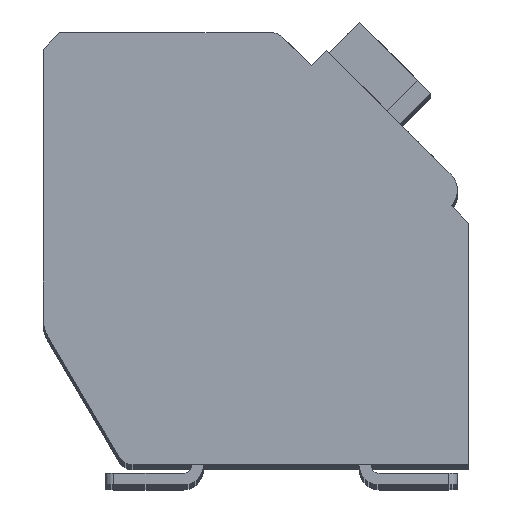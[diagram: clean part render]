
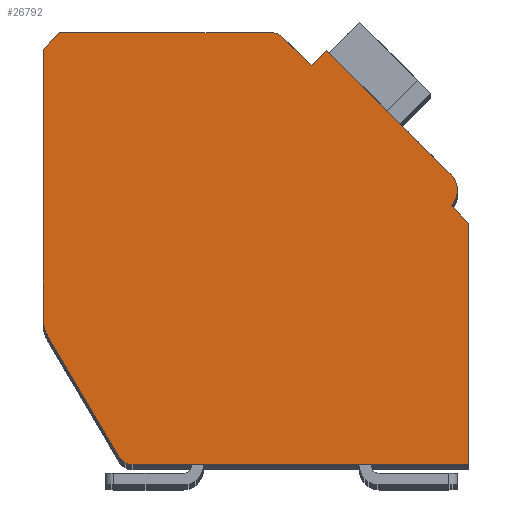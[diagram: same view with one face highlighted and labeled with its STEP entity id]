
A CAD part, top view. The second image highlights one B-rep face of the part: STEP entity #26792.
In plain terms, the highlighted planar face has unit normal (0, 0, 1).
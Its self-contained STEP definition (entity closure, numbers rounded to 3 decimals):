
#981=DIRECTION('',(0.,-1.,0.));
#982=VECTOR('',#981,8.053);
#983=CARTESIAN_POINT('',(-12.7,12.4,2.1));
#984=LINE('',#983,#982);
#985=DIRECTION('',(-0.707,-0.707,0.));
#986=VECTOR('',#985,0.707);
#987=CARTESIAN_POINT('',(-12.2,12.9,2.1));
#988=LINE('',#987,#986);
#989=DIRECTION('',(-1.,0.,0.));
#990=VECTOR('',#989,6.298);
#991=CARTESIAN_POINT('',(-5.902,12.9,2.1));
#992=LINE('',#991,#990);
#993=CARTESIAN_POINT('',(-5.902,12.4,2.1));
#994=DIRECTION('',(0.,0.,1.));
#995=DIRECTION('',(0.707,0.707,0.));
#996=AXIS2_PLACEMENT_3D('',#993,#994,#995);
#998=DIRECTION('',(-0.707,0.707,0.));
#999=VECTOR('',#998,1.197);
#1000=CARTESIAN_POINT('',(-4.702,11.907,2.1));
#1001=LINE('',#1000,#999);
#1002=DIRECTION('',(-0.707,-0.707,0.));
#1003=VECTOR('',#1002,0.65);
#1004=CARTESIAN_POINT('',(-4.243,12.367,2.1));
#1005=LINE('',#1004,#1003);
#1006=DIRECTION('',(-0.707,0.707,0.));
#1007=VECTOR('',#1006,5.25);
#1008=CARTESIAN_POINT('',(-0.53,8.655,2.1));
#1009=LINE('',#1008,#1007);
#1010=CARTESIAN_POINT('',(-0.99,8.195,2.1));
#1011=DIRECTION('',(0.,0.,1.));
#1012=DIRECTION('',(0.707,-0.707,0.));
#1013=AXIS2_PLACEMENT_3D('',#1010,#1011,#1012);
#1015=DIRECTION('',(-0.707,0.707,0.));
#1016=VECTOR('',#1015,0.75);
#1017=CARTESIAN_POINT('',(0.,7.205,2.1));
#1018=LINE('',#1017,#1016);
#1019=DIRECTION('',(0.,1.,0.));
#1020=VECTOR('',#1019,7.205);
#1021=CARTESIAN_POINT('',(0.,0.,2.1));
#1022=LINE('',#1021,#1020);
#1023=DIRECTION('',(1.,0.,0.));
#1024=VECTOR('',#1023,10.014);
#1025=CARTESIAN_POINT('',(-10.014,0.,2.1));
#1026=LINE('',#1025,#1024);
#1027=CARTESIAN_POINT('',(-10.014,0.5,2.1));
#1028=DIRECTION('',(0.,0.,1.));
#1029=DIRECTION('',(-0.862,-0.508,0.));
#1030=AXIS2_PLACEMENT_3D('',#1027,#1028,#1029);
#1032=DIRECTION('',(0.508,-0.862,0.));
#1033=VECTOR('',#1032,4.17);
#1034=CARTESIAN_POINT('',(-12.562,3.839,2.1));
#1035=LINE('',#1034,#1033);
#1036=CARTESIAN_POINT('',(-11.7,4.347,2.1));
#1037=DIRECTION('',(0.,0.,1.));
#1038=DIRECTION('',(-1.,0.,0.));
#1039=AXIS2_PLACEMENT_3D('',#1036,#1037,#1038);
#19829=CARTESIAN_POINT('',(-12.7,12.4,2.1));
#19830=CARTESIAN_POINT('',(-12.7,4.347,2.1));
#19831=VERTEX_POINT('',#19829);
#19832=VERTEX_POINT('',#19830);
#19833=CARTESIAN_POINT('',(-12.562,3.839,2.1));
#19834=VERTEX_POINT('',#19833);
#19835=CARTESIAN_POINT('',(-10.445,0.246,2.1));
#19836=VERTEX_POINT('',#19835);
#19837=CARTESIAN_POINT('',(-10.014,0.,2.1));
#19838=VERTEX_POINT('',#19837);
#19839=CARTESIAN_POINT('',(0.,0.,2.1));
#19840=VERTEX_POINT('',#19839);
#19841=CARTESIAN_POINT('',(0.,7.205,2.1));
#19842=VERTEX_POINT('',#19841);
#19843=CARTESIAN_POINT('',(-0.53,7.735,2.1));
#19844=VERTEX_POINT('',#19843);
#19845=CARTESIAN_POINT('',(-0.53,8.655,2.1));
#19846=VERTEX_POINT('',#19845);
#19847=CARTESIAN_POINT('',(-4.243,12.367,2.1));
#19848=VERTEX_POINT('',#19847);
#19849=CARTESIAN_POINT('',(-4.702,11.907,2.1));
#19850=VERTEX_POINT('',#19849);
#19851=CARTESIAN_POINT('',(-5.548,12.754,2.1));
#19852=VERTEX_POINT('',#19851);
#19853=CARTESIAN_POINT('',(-5.902,12.9,2.1));
#19854=VERTEX_POINT('',#19853);
#19855=CARTESIAN_POINT('',(-12.2,12.9,2.1));
#19856=VERTEX_POINT('',#19855);
#26760=CARTESIAN_POINT('',(0.,0.,2.1));
#26761=DIRECTION('',(0.,0.,1.));
#26762=DIRECTION('',(1.,0.,0.));
#26763=AXIS2_PLACEMENT_3D('',#26760,#26761,#26762);
#26764=PLANE('',#26763);
#26765=ORIENTED_EDGE('',*,*,#25875,.F.);
#26767=ORIENTED_EDGE('',*,*,#26766,.F.);
#26769=ORIENTED_EDGE('',*,*,#26768,.F.);
#26771=ORIENTED_EDGE('',*,*,#26770,.F.);
#26773=ORIENTED_EDGE('',*,*,#26772,.F.);
#26775=ORIENTED_EDGE('',*,*,#26774,.F.);
#26777=ORIENTED_EDGE('',*,*,#26776,.F.);
#26779=ORIENTED_EDGE('',*,*,#26778,.F.);
#26781=ORIENTED_EDGE('',*,*,#26780,.F.);
#26783=ORIENTED_EDGE('',*,*,#26782,.F.);
#26785=ORIENTED_EDGE('',*,*,#26784,.F.);
#26787=ORIENTED_EDGE('',*,*,#26786,.F.);
#26788=ORIENTED_EDGE('',*,*,#26349,.F.);
#26789=ORIENTED_EDGE('',*,*,#26047,.F.);
#26790=EDGE_LOOP('',(#26765,#26767,#26769,#26771,#26773,#26775,#26777,#26779,
#26781,#26783,#26785,#26787,#26788,#26789));
#26791=FACE_OUTER_BOUND('',#26790,.F.);
#997=CIRCLE('',#996,0.5);
#1014=CIRCLE('',#1013,0.65);
#1031=CIRCLE('',#1030,0.5);
#1040=CIRCLE('',#1039,1.);
#25875=EDGE_CURVE('',#19831,#19832,#984,.T.);
#26047=EDGE_CURVE('',#19832,#19834,#1040,.T.);
#26349=EDGE_CURVE('',#19834,#19836,#1035,.T.);
#26766=EDGE_CURVE('',#19856,#19831,#988,.T.);
#26768=EDGE_CURVE('',#19854,#19856,#992,.T.);
#26770=EDGE_CURVE('',#19852,#19854,#997,.T.);
#26772=EDGE_CURVE('',#19850,#19852,#1001,.T.);
#26774=EDGE_CURVE('',#19848,#19850,#1005,.T.);
#26776=EDGE_CURVE('',#19846,#19848,#1009,.T.);
#26778=EDGE_CURVE('',#19844,#19846,#1014,.T.);
#26780=EDGE_CURVE('',#19842,#19844,#1018,.T.);
#26782=EDGE_CURVE('',#19840,#19842,#1022,.T.);
#26784=EDGE_CURVE('',#19838,#19840,#1026,.T.);
#26786=EDGE_CURVE('',#19836,#19838,#1031,.T.);
#26792=ADVANCED_FACE('',(#26791),#26764,.T.);
